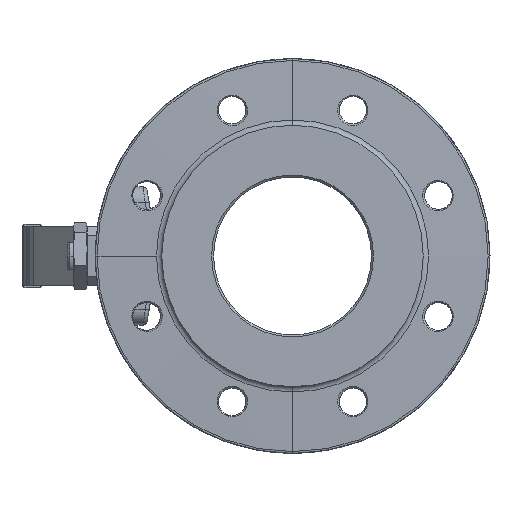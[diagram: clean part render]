
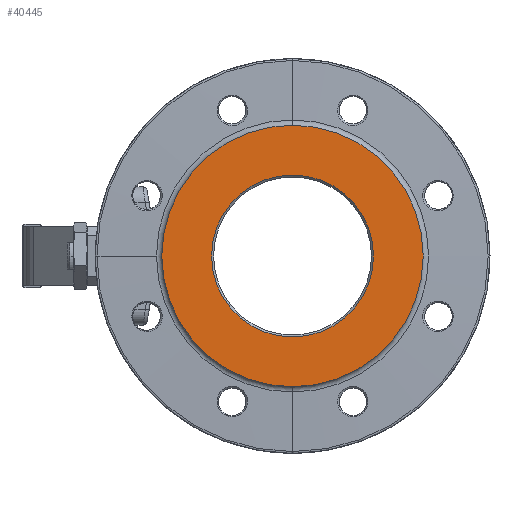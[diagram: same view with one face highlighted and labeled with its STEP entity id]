
A CAD part, left-side view. The second image highlights one B-rep face of the part: STEP entity #40445.
In plain terms, the highlighted planar face has unit normal (-1, 0, 0).
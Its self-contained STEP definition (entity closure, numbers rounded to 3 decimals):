
#40355 = EDGE_CURVE ( 'NONE', #40379, #40378, #43254, .T. ) ;
#40376 = EDGE_CURVE ( 'NONE', #40378, #40379, #43304, .T. ) ;
#40378 = VERTEX_POINT ( 'NONE', #43299 ) ;
#40379 = VERTEX_POINT ( 'NONE', #43298 ) ;
#40445 = ADVANCED_FACE ( 'NONE', ( #43335, #43334 ), #43333, .F. ) ;
#40446 = EDGE_LOOP ( 'NONE', ( #40447, #40451 ) ) ;
#40447 = ORIENTED_EDGE ( 'NONE', *, *, #40448, .F. ) ;
#40448 = EDGE_CURVE ( 'NONE', #40449, #40450, #43353, .T. ) ;
#40449 = VERTEX_POINT ( 'NONE', #43348 ) ;
#40450 = VERTEX_POINT ( 'NONE', #43347 ) ;
#40451 = ORIENTED_EDGE ( 'NONE', *, *, #40452, .F. ) ;
#40452 = EDGE_CURVE ( 'NONE', #40450, #40449, #43345, .T. ) ;
#40453 = EDGE_LOOP ( 'NONE', ( #40454, #40455 ) ) ;
#40454 = ORIENTED_EDGE ( 'NONE', *, *, #40376, .F. ) ;
#40455 = ORIENTED_EDGE ( 'NONE', *, *, #40355, .F. ) ;
#43251 = DIRECTION ( 'NONE',  ( 0., 0., 1. ) ) ;
#43252 = DIRECTION ( 'NONE',  ( 1., 0., 0. ) ) ;
#43253 = AXIS2_PLACEMENT_3D ( 'NONE', #43259, #43252, #43251 ) ;
#43254 = CIRCLE ( 'NONE', #43253, 66.203 ) ;
#43259 = CARTESIAN_POINT ( 'NONE',  ( -114., 0., 0. ) ) ;
#43298 = CARTESIAN_POINT ( 'NONE',  ( -114., 0., 66.203 ) ) ;
#43299 = CARTESIAN_POINT ( 'NONE',  ( -114., 0., -66.203 ) ) ;
#43300 = DIRECTION ( 'NONE',  ( 0., 0., 1. ) ) ;
#43301 = DIRECTION ( 'NONE',  ( 1., 0., 0. ) ) ;
#43302 = CARTESIAN_POINT ( 'NONE',  ( -114., 0., 0. ) ) ;
#43303 = AXIS2_PLACEMENT_3D ( 'NONE', #43302, #43301, #43300 ) ;
#43304 = CIRCLE ( 'NONE', #43303, 66.203 ) ;
#43330 = CARTESIAN_POINT ( 'NONE',  ( -114., -66.997, 66.997 ) ) ;
#43331 = AXIS2_PLACEMENT_3D ( 'NONE', #43330, #43355, #43354 ) ;
#43333 = PLANE ( 'NONE',  #43331 ) ;
#43334 = FACE_OUTER_BOUND ( 'NONE', #40453, .T. ) ;
#43335 = FACE_BOUND ( 'NONE', #40446, .T. ) ;
#43341 = DIRECTION ( 'NONE',  ( 0., 0., 1. ) ) ;
#43342 = DIRECTION ( 'NONE',  ( -1., 0., 0. ) ) ;
#43343 = CARTESIAN_POINT ( 'NONE',  ( -114., 0., 0. ) ) ;
#43344 = AXIS2_PLACEMENT_3D ( 'NONE', #43343, #43342, #43341 ) ;
#43345 = CIRCLE ( 'NONE', #43344, 41. ) ;
#43347 = CARTESIAN_POINT ( 'NONE',  ( -114., 0., -41. ) ) ;
#43348 = CARTESIAN_POINT ( 'NONE',  ( -114., 0., 41. ) ) ;
#43349 = DIRECTION ( 'NONE',  ( 0., 0., 1. ) ) ;
#43350 = DIRECTION ( 'NONE',  ( -1., 0., 0. ) ) ;
#43351 = CARTESIAN_POINT ( 'NONE',  ( -114., 0., 0. ) ) ;
#43352 = AXIS2_PLACEMENT_3D ( 'NONE', #43351, #43350, #43349 ) ;
#43353 = CIRCLE ( 'NONE', #43352, 41. ) ;
#43354 = DIRECTION ( 'NONE',  ( 0., 0., -1. ) ) ;
#43355 = DIRECTION ( 'NONE',  ( 1., 0., 0. ) ) ;
